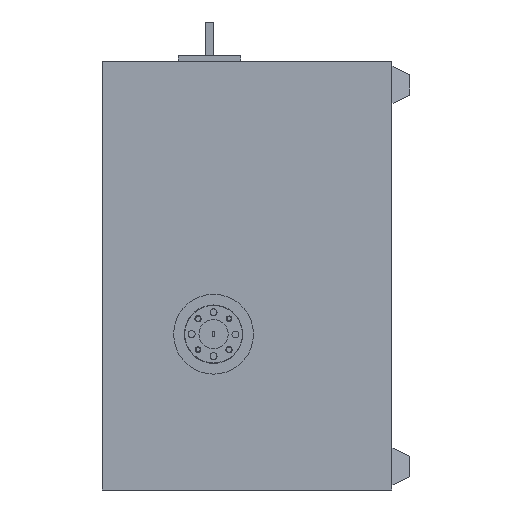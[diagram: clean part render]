
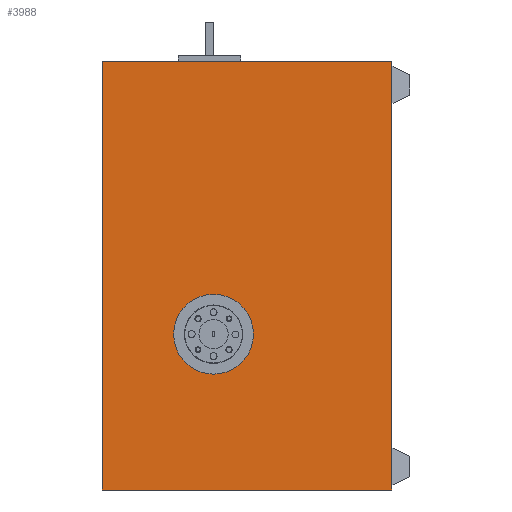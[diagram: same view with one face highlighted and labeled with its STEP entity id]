
A CAD part, left-side view. The second image highlights one B-rep face of the part: STEP entity #3988.
In plain terms, the highlighted planar face has unit normal (-1, 0, 0).
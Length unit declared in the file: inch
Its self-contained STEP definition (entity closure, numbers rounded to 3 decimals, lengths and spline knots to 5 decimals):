
#45 = CARTESIAN_POINT ( 'NONE',  ( -2., 3.72, 2.75 ) ) ;
#97 = VERTEX_POINT ( 'NONE', #4276 ) ;
#226 = CARTESIAN_POINT ( 'NONE',  ( -2., 2.29, -0.2375 ) ) ;
#356 = DIRECTION ( 'NONE',  ( 0., 0., 1. ) ) ;
#448 = ORIENTED_EDGE ( 'NONE', *, *, #3412, .F. ) ;
#489 = VERTEX_POINT ( 'NONE', #591 ) ;
#528 = PLANE ( 'NONE',  #4402 ) ;
#591 = CARTESIAN_POINT ( 'NONE',  ( -2., 3.72, -2.75 ) ) ;
#595 = AXIS2_PLACEMENT_3D ( 'NONE', #4298, #2384, #4268 ) ;
#634 = EDGE_CURVE ( 'NONE', #489, #97, #2555, .T. ) ;
#689 = ORIENTED_EDGE ( 'NONE', *, *, #3747, .F. ) ;
#707 = DIRECTION ( 'NONE',  ( -1., 0., 0. ) ) ;
#769 = DIRECTION ( 'NONE',  ( 0., -1., 0. ) ) ;
#776 = ORIENTED_EDGE ( 'NONE', *, *, #3287, .T. ) ;
#843 = DIRECTION ( 'NONE',  ( 0., -1., 0. ) ) ;
#1068 = DIRECTION ( 'NONE',  ( 0., 0., 1. ) ) ;
#1227 = CARTESIAN_POINT ( 'NONE',  ( -2., 3.72, 2.75 ) ) ;
#1337 = LINE ( 'NONE', #45, #1695 ) ;
#1450 = VERTEX_POINT ( 'NONE', #2993 ) ;
#1506 = AXIS2_PLACEMENT_3D ( 'NONE', #1884, #707, #356 ) ;
#1651 = DIRECTION ( 'NONE',  ( 1., 0., 0. ) ) ;
#1695 = VECTOR ( 'NONE', #1924, 39.37008 ) ;
#1700 = CARTESIAN_POINT ( 'NONE',  ( -2., 3.72, -2.75 ) ) ;
#1802 = ORIENTED_EDGE ( 'NONE', *, *, #3482, .F. ) ;
#1871 = VECTOR ( 'NONE', #843, 39.37008 ) ;
#1884 = CARTESIAN_POINT ( 'NONE',  ( -2., 2.29, -0.75 ) ) ;
#1924 = DIRECTION ( 'NONE',  ( 0., 0., 1. ) ) ;
#2004 = CARTESIAN_POINT ( 'NONE',  ( -2., 3.72, 2.75 ) ) ;
#2222 = EDGE_LOOP ( 'NONE', ( #776, #448, #3674, #4059 ) ) ;
#2384 = DIRECTION ( 'NONE',  ( -1., 0., 0. ) ) ;
#2491 = CARTESIAN_POINT ( 'NONE',  ( -2., 2.29, -1.2625 ) ) ;
#2555 = LINE ( 'NONE', #1700, #3768 ) ;
#2743 = DIRECTION ( 'NONE',  ( 0., 0., -1. ) ) ;
#2762 = CIRCLE ( 'NONE', #595, 0.5125 ) ;
#2879 = VECTOR ( 'NONE', #1068, 39.37008 ) ;
#2883 = VERTEX_POINT ( 'NONE', #1227 ) ;
#2938 = FACE_OUTER_BOUND ( 'NONE', #2222, .T. ) ;
#2993 = CARTESIAN_POINT ( 'NONE',  ( -2., 0., 2.75 ) ) ;
#3117 = VERTEX_POINT ( 'NONE', #226 ) ;
#3287 = EDGE_CURVE ( 'NONE', #97, #1450, #4477, .T. ) ;
#3412 = EDGE_CURVE ( 'NONE', #2883, #1450, #3783, .T. ) ;
#3482 = EDGE_CURVE ( 'NONE', #3117, #4795, #2762, .T. ) ;
#3661 = EDGE_LOOP ( 'NONE', ( #1802, #689 ) ) ;
#3674 = ORIENTED_EDGE ( 'NONE', *, *, #4455, .F. ) ;
#3747 = EDGE_CURVE ( 'NONE', #4795, #3117, #4712, .T. ) ;
#3768 = VECTOR ( 'NONE', #769, 39.37008 ) ;
#3783 = LINE ( 'NONE', #4903, #1871 ) ;
#3988 = ADVANCED_FACE ( 'NONE', ( #4595, #2938 ), #528, .F. ) ;
#4059 = ORIENTED_EDGE ( 'NONE', *, *, #634, .T. ) ;
#4268 = DIRECTION ( 'NONE',  ( 0., 0., 1. ) ) ;
#4276 = CARTESIAN_POINT ( 'NONE',  ( -2., 0., -2.75 ) ) ;
#4298 = CARTESIAN_POINT ( 'NONE',  ( -2., 2.29, -0.75 ) ) ;
#4402 = AXIS2_PLACEMENT_3D ( 'NONE', #2004, #1651, #2743 ) ;
#4455 = EDGE_CURVE ( 'NONE', #489, #2883, #1337, .T. ) ;
#4477 = LINE ( 'NONE', #4874, #2879 ) ;
#4595 = FACE_BOUND ( 'NONE', #3661, .T. ) ;
#4712 = CIRCLE ( 'NONE', #1506, 0.5125 ) ;
#4795 = VERTEX_POINT ( 'NONE', #2491 ) ;
#4874 = CARTESIAN_POINT ( 'NONE',  ( -2., 0., 2.75 ) ) ;
#4903 = CARTESIAN_POINT ( 'NONE',  ( -2., 3.72, 2.75 ) ) ;
